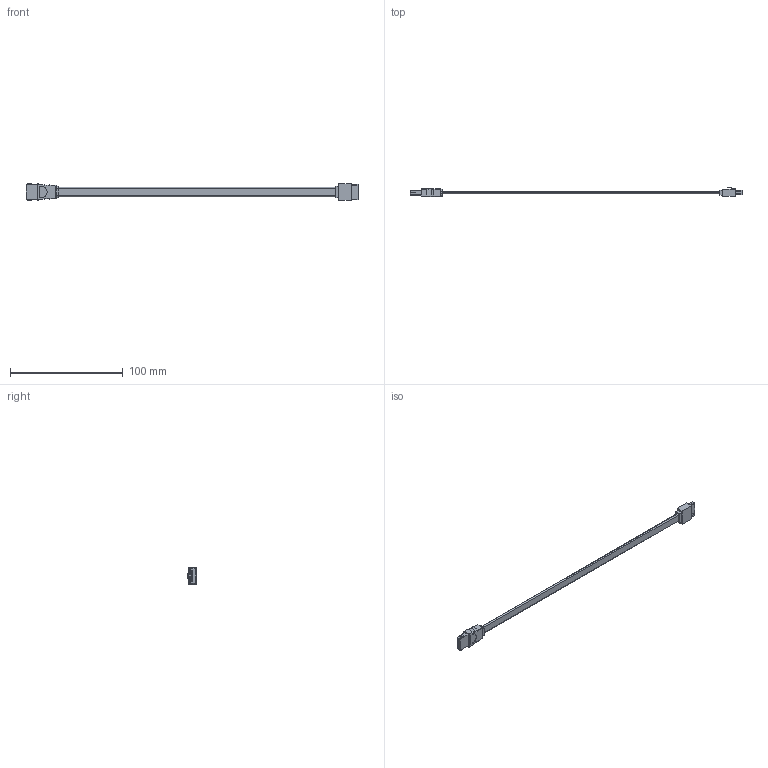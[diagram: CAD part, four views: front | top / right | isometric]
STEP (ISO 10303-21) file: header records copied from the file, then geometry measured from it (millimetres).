
FILE_DESCRIPTION (( 'STEP AP214' ), '1' );
FILE_NAME ('CAESA2-XM_3D.STEP', '2021-09-03T15:47:06', ( '' ), ( '' ), 'SwSTEP 2.0', 'SolidWorks 2021', '' );
FILE_SCHEMA (( 'AUTOMOTIVE_DESIGN' ));
Length unit declared in the file: inch
Products named in the file (4): eSATA-I CONN_NO LOGO; SATA CONN; SATA CABLE; CAESA2-XM_3D
Assembly tree (3 placements, depth 2):
  CAESA2-XM_3D
    SATA CABLE
    SATA CONN
    eSATA-I CONN_NO LOGO
Bounding box: 294.56 x 8.33 x 14.5 mm (x, y, z)
Volume: 7202.9 mm3; surface area: 7373.6 mm2
Topology: 3 solids, 3 shells, 125 faces, 321 edges, 206 vertices
Faces by surface type: plane 90, cylinder 29, torus 6
Entity records: 4908 total; most frequent: CARTESIAN_POINT 734, ORIENTED_EDGE 642, DIRECTION 611, EDGE_CURVE 321, LINE 253, VECTOR 253, VERTEX_POINT 206, AXIS2_PLACEMENT_3D 179
